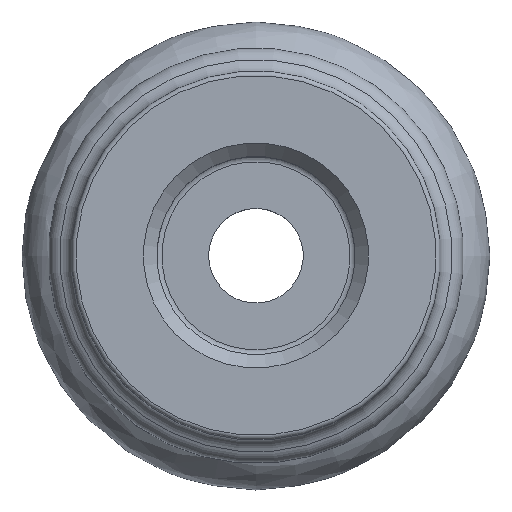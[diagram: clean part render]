
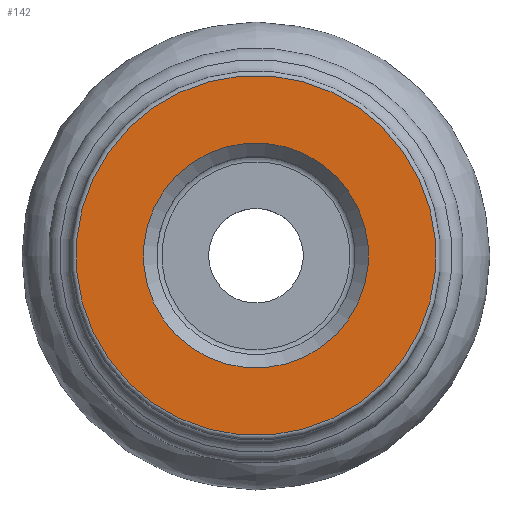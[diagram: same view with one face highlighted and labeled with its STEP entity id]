
A CAD part, top view. The second image highlights one B-rep face of the part: STEP entity #142.
In plain terms, the highlighted planar face has unit normal (0, 0, 1).
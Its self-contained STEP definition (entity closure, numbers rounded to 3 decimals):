
#110=PLANE('',#548);
#142=ADVANCED_FACE('CU_BACK_F001',(#189,#190),#110,.F.);
#189=FACE_BOUND('',#242,.T.);
#190=FACE_BOUND('',#243,.T.);
#242=EDGE_LOOP('',(#294));
#243=EDGE_LOOP('',(#295));
#294=ORIENTED_EDGE('',*,*,#362,.T.);
#295=ORIENTED_EDGE('',*,*,#363,.T.);
#335=VERTEX_POINT('',#870);
#336=VERTEX_POINT('',#872);
#362=EDGE_CURVE('',#335,#335,#388,.T.);
#363=EDGE_CURVE('',#336,#336,#389,.T.);
#388=CIRCLE('',#546,20.);
#389=CIRCLE('',#547,12.505);
#546=AXIS2_PLACEMENT_3D('',#869,#649,#650);
#547=AXIS2_PLACEMENT_3D('',#871,#651,#652);
#548=AXIS2_PLACEMENT_3D('',#873,#653,#654);
#649=DIRECTION('',(0.,0.,1.));
#650=DIRECTION('',(-0.996,-0.087,0.));
#651=DIRECTION('',(0.,0.,-1.));
#652=DIRECTION('',(0.996,0.087,0.));
#653=DIRECTION('',(0.,0.,-1.));
#654=DIRECTION('',(0.996,0.087,0.));
#869=CARTESIAN_POINT('',(0.,0.,0.));
#870=CARTESIAN_POINT('',(-19.924,-1.743,0.));
#871=CARTESIAN_POINT('',(0.,0.,
0.));
#872=CARTESIAN_POINT('',(12.458,1.09,0.));
#873=CARTESIAN_POINT('',(-20.5,0.,0.));
